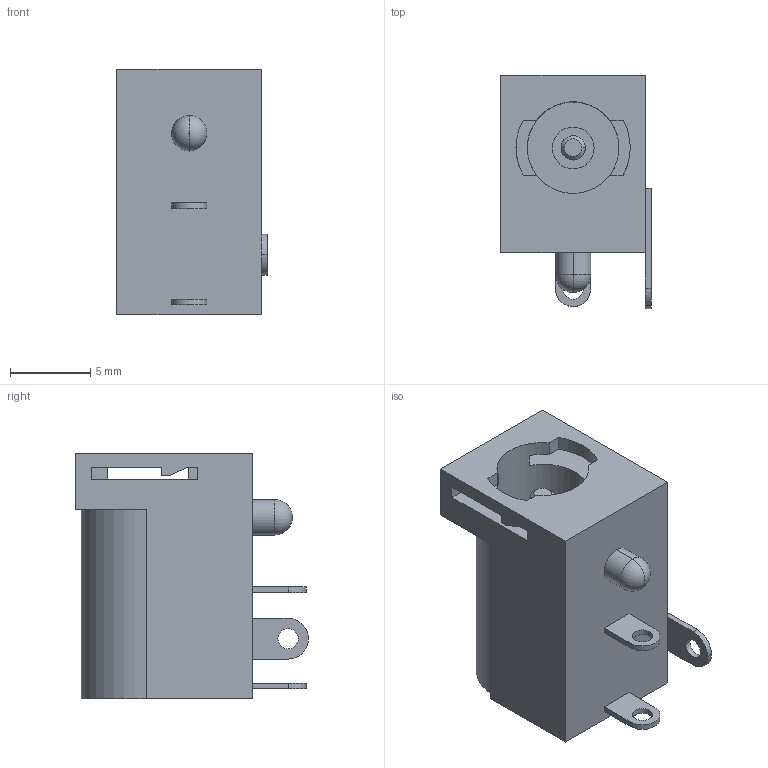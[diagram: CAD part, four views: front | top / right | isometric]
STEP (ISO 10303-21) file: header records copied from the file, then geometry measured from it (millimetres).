
FILE_DESCRIPTION (( 'STEP AP214' ), '1' );
FILE_NAME ('User Library-Kobiconn_Lockable_DC_jack_161-0721-EX.STEP', '2019-06-06T08:55:55', ( '' ), ( '' ), 'SwSTEP 2.0', 'SolidWorks 2019', '' );
FILE_SCHEMA (( 'AUTOMOTIVE_DESIGN' ));
Length unit declared in the file: inch
Products named in the file (1): User Library-Kobiconn_Lockable_DC_jack_161-0721-EX
Bounding box: 9.36 x 14.5 x 15.3 mm (x, y, z)
Volume: 1040 mm3; surface area: 1164.3 mm2
Topology: 1 solids, 1 shells, 76 faces, 204 edges, 134 vertices
Faces by surface type: plane 50, cylinder 22, torus 2, cone 2
Entity records: 3428 total; most frequent: CARTESIAN_POINT 427, DIRECTION 414, ORIENTED_EDGE 408, EDGE_CURVE 204, LINE 140, VECTOR 140, AXIS2_PLACEMENT_3D 137, VERTEX_POINT 134
